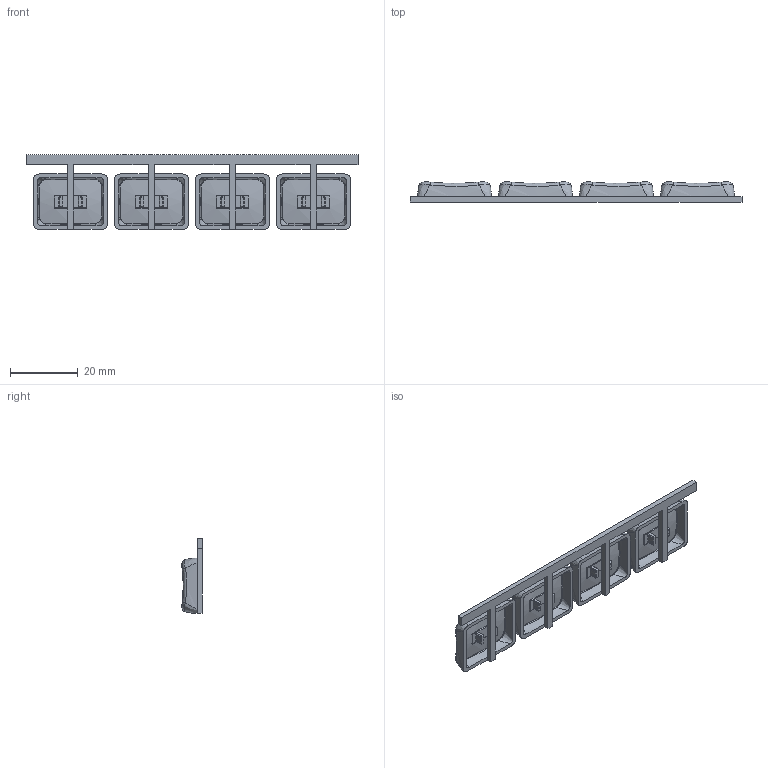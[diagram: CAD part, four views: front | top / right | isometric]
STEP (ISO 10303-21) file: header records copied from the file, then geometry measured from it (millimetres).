
FILE_DESCRIPTION(/* description */ (''),/* implementation_level */ '2;1');
FILE_NAME(/* name */ 'cs-1_25u-sprue.step',/* time_stamp */ '2022-11-01T13:42:38+02:00',/* author */ (''),/* organization */ (''),/* preprocessor_version */ 'ST-DEVELOPER v19.2',/* originating_system */ 'Autodesk Translation Framework v11.17.0.187',/* authorisation */ '');
FILE_SCHEMA (('AUTOMOTIVE_DESIGN { 1 0 10303 214 3 1 1 }'));
Length unit declared in the file: millimetre
Products named in the file (1): cs-1_25u-sprue
Bounding box: 98.38 x 5.98 x 22.18 mm (x, y, z)
Volume: 3197.9 mm3; surface area: 6020.9 mm2
Topology: 1 solids, 1 shells, 578 faces, 1596 edges, 1024 vertices
Faces by surface type: plane 394, bspline 184
Entity records: 23484 total; most frequent: CARTESIAN_POINT 10087, ORIENTED_EDGE 3192, DIRECTION 2098, EDGE_CURVE 1596, LINE 1068, VECTOR 1068, VERTEX_POINT 1024, EDGE_LOOP 590
